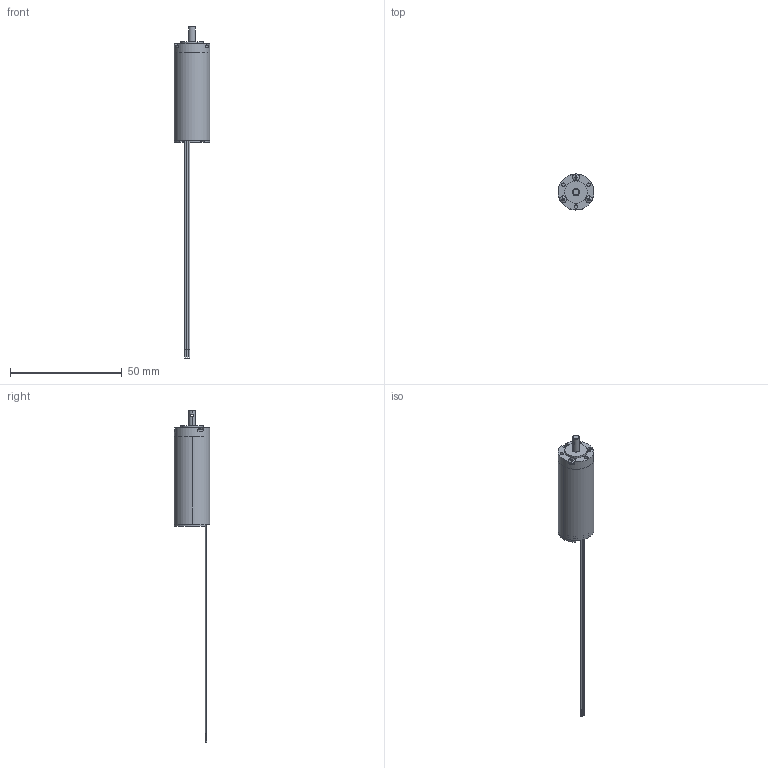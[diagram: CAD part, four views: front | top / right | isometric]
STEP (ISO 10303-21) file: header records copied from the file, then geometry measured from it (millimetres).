
FILE_DESCRIPTION (( 'STEP AP203' ), '1' );
FILE_NAME ('EC1644L.STEP', '2016-12-27T03:04:51', ( 'Sky123.Org' ), ( 'Sky123.Org' ), 'SwSTEP 2.0', 'SolidWorks 2013', '' );
FILE_SCHEMA (( 'CONFIG_CONTROL_DESIGN' ));
Length unit declared in the file: millimetre
Products named in the file (7): 01.01.0089 ヶ傷裔; 01.02.0048 綴傷裔; 01.10.0227 粣; 坋趼羞攫芛蹟隊M1.6℅5; 01.14.0099 傷赽盄; EC1644L; 01.07.0074 儂褲
Assembly tree (8 placements, depth 2):
  EC1644L
    01.07.0074 儂褲
    01.01.0089 ヶ傷裔
    01.02.0048 綴傷裔
    01.10.0227 粣
    坋趼羞攫芛蹟隊M1.6℅5  x3
    01.14.0099 傷赽盄
Bounding box: 16 x 16.1 x 148.47 mm (x, y, z)
Volume: 2885.9 mm3; surface area: 7022.5 mm2
Topology: 10 solids, 10 shells, 311 faces, 692 edges, 415 vertices
Faces by surface type: cylinder 109, cone 96, plane 90, torus 10, sphere 6
Entity records: 6859 total; most frequent: DIRECTION 1192, CARTESIAN_POINT 1055, ORIENTED_EDGE 960, AXIS2_PLACEMENT_3D 498, EDGE_CURVE 480, VERTEX_POINT 301, CIRCLE 280, EDGE_LOOP 245
